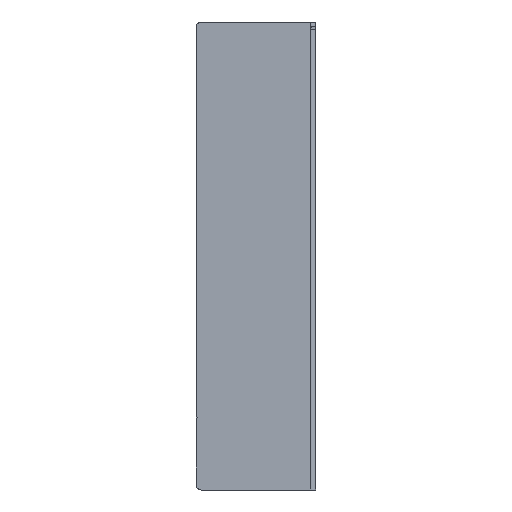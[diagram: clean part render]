
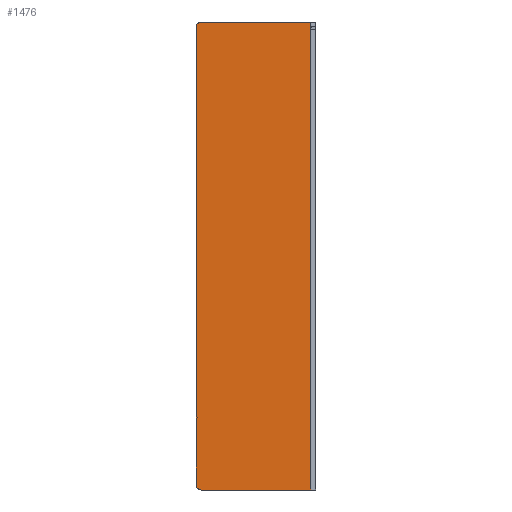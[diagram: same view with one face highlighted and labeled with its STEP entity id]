
A CAD part, left-side view. The second image highlights one B-rep face of the part: STEP entity #1476.
In plain terms, the highlighted planar face has unit normal (-1, 0, 0).
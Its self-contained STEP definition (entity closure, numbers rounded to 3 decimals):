
#87 = CARTESIAN_POINT ( 'NONE',  ( -50., 11.5, -49. ) ) ;
#247 = EDGE_CURVE ( 'NONE', #4317, #4039, #8610, .T. ) ;
#389 = VERTEX_POINT ( 'NONE', #5916 ) ;
#434 = CARTESIAN_POINT ( 'NONE',  ( -50., 12.5, 48. ) ) ;
#509 = CARTESIAN_POINT ( 'NONE',  ( -50., 11.5, -48. ) ) ;
#525 = EDGE_CURVE ( 'NONE', #8758, #6030, #2960, .T. ) ;
#901 = DIRECTION ( 'NONE',  ( 0., 0., -1. ) ) ;
#920 = EDGE_LOOP ( 'NONE', ( #9114, #3618, #6280, #2446, #7133, #5619, #8311, #5564 ) ) ;
#1046 = DIRECTION ( 'NONE',  ( 0., 0., -1. ) ) ;
#1074 = DIRECTION ( 'NONE',  ( 0., 0., 1. ) ) ;
#1134 = CARTESIAN_POINT ( 'NONE',  ( -50., -12.5, -49. ) ) ;
#1157 = EDGE_CURVE ( 'NONE', #7116, #389, #8043, .T. ) ;
#1182 = VECTOR ( 'NONE', #1046, 1000. ) ;
#1221 = CARTESIAN_POINT ( 'NONE',  ( -50., -12.5, 49. ) ) ;
#1243 = DIRECTION ( 'NONE',  ( 0., 0., -1. ) ) ;
#1465 = CARTESIAN_POINT ( 'NONE',  ( -50., 12.5, -48. ) ) ;
#1476 = ADVANCED_FACE ( 'NONE', ( #1711 ), #4412, .F. ) ;
#1668 = VECTOR ( 'NONE', #6915, 1000. ) ;
#1711 = FACE_OUTER_BOUND ( 'NONE', #920, .T. ) ;
#1951 = DIRECTION ( 'NONE',  ( 0., -1., 0. ) ) ;
#2446 = ORIENTED_EDGE ( 'NONE', *, *, #525, .T. ) ;
#2462 = CARTESIAN_POINT ( 'NONE',  ( -50., 12.5, 49. ) ) ;
#2908 = DIRECTION ( 'NONE',  ( 0., 0., 1. ) ) ;
#2960 = CIRCLE ( 'NONE', #5990, 1. ) ;
#3173 = CARTESIAN_POINT ( 'NONE',  ( -50., 12.5, 49. ) ) ;
#3257 = VERTEX_POINT ( 'NONE', #9301 ) ;
#3363 = LINE ( 'NONE', #1221, #5048 ) ;
#3372 = CARTESIAN_POINT ( 'NONE',  ( -50., 12.5, -34. ) ) ;
#3618 = ORIENTED_EDGE ( 'NONE', *, *, #5185, .F. ) ;
#3692 = DIRECTION ( 'NONE',  ( 1., 0., 0. ) ) ;
#3722 = CARTESIAN_POINT ( 'NONE',  ( -50., -12.5, 49. ) ) ;
#3818 = EDGE_CURVE ( 'NONE', #4039, #3257, #6936, .T. ) ;
#4039 = VERTEX_POINT ( 'NONE', #434 ) ;
#4093 = LINE ( 'NONE', #6513, #5556 ) ;
#4195 = VECTOR ( 'NONE', #1074, 1000. ) ;
#4307 = CARTESIAN_POINT ( 'NONE',  ( -50., 11.5, 49. ) ) ;
#4317 = VERTEX_POINT ( 'NONE', #4307 ) ;
#4412 = PLANE ( 'NONE',  #8623 ) ;
#4547 = AXIS2_PLACEMENT_3D ( 'NONE', #8824, #5220, #901 ) ;
#4655 = EDGE_CURVE ( 'NONE', #7586, #8758, #5567, .T. ) ;
#5048 = VECTOR ( 'NONE', #1951, 1000. ) ;
#5185 = EDGE_CURVE ( 'NONE', #7586, #3257, #4093, .T. ) ;
#5220 = DIRECTION ( 'NONE',  ( -1., 0., 0. ) ) ;
#5401 = CARTESIAN_POINT ( 'NONE',  ( -50., -11.5, -49. ) ) ;
#5421 = LINE ( 'NONE', #1134, #1668 ) ;
#5556 = VECTOR ( 'NONE', #2908, 1000. ) ;
#5559 = DIRECTION ( 'NONE',  ( -1., 0., 0. ) ) ;
#5564 = ORIENTED_EDGE ( 'NONE', *, *, #247, .T. ) ;
#5567 = LINE ( 'NONE', #3173, #7497 ) ;
#5619 = ORIENTED_EDGE ( 'NONE', *, *, #1157, .T. ) ;
#5916 = CARTESIAN_POINT ( 'NONE',  ( -50., -11.5, 49. ) ) ;
#5990 = AXIS2_PLACEMENT_3D ( 'NONE', #509, #5559, #1243 ) ;
#6030 = VERTEX_POINT ( 'NONE', #87 ) ;
#6280 = ORIENTED_EDGE ( 'NONE', *, *, #4655, .T. ) ;
#6356 = EDGE_CURVE ( 'NONE', #4317, #389, #3363, .T. ) ;
#6513 = CARTESIAN_POINT ( 'NONE',  ( -50., 12.5, -33.7 ) ) ;
#6915 = DIRECTION ( 'NONE',  ( 0., -1., 0. ) ) ;
#6936 = LINE ( 'NONE', #2462, #1182 ) ;
#7116 = VERTEX_POINT ( 'NONE', #5401 ) ;
#7133 = ORIENTED_EDGE ( 'NONE', *, *, #7493, .T. ) ;
#7493 = EDGE_CURVE ( 'NONE', #6030, #7116, #5421, .T. ) ;
#7497 = VECTOR ( 'NONE', #8957, 1000. ) ;
#7586 = VERTEX_POINT ( 'NONE', #3372 ) ;
#8022 = DIRECTION ( 'NONE',  ( 0., 0., -1. ) ) ;
#8043 = LINE ( 'NONE', #8271, #4195 ) ;
#8271 = CARTESIAN_POINT ( 'NONE',  ( -50., -11.5, 49. ) ) ;
#8311 = ORIENTED_EDGE ( 'NONE', *, *, #6356, .F. ) ;
#8610 = CIRCLE ( 'NONE', #4547, 1. ) ;
#8623 = AXIS2_PLACEMENT_3D ( 'NONE', #3722, #3692, #8022 ) ;
#8758 = VERTEX_POINT ( 'NONE', #1465 ) ;
#8824 = CARTESIAN_POINT ( 'NONE',  ( -50., 11.5, 48. ) ) ;
#8957 = DIRECTION ( 'NONE',  ( 0., 0., -1. ) ) ;
#9114 = ORIENTED_EDGE ( 'NONE', *, *, #3818, .T. ) ;
#9301 = CARTESIAN_POINT ( 'NONE',  ( -50., 12.5, -33.7 ) ) ;
